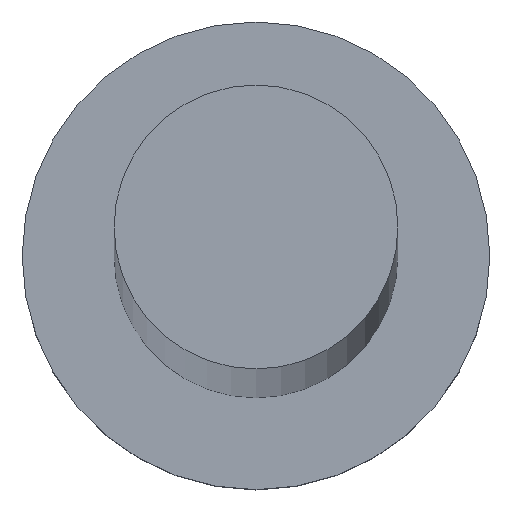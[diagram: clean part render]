
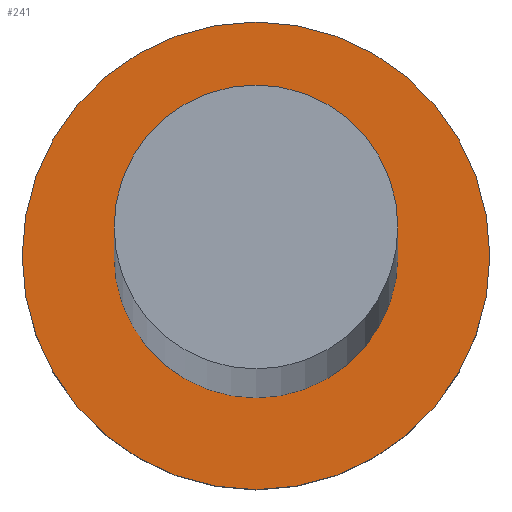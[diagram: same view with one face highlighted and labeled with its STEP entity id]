
A CAD part, top view. The second image highlights one B-rep face of the part: STEP entity #241.
In plain terms, the highlighted planar face has unit normal (0, 0, 1).
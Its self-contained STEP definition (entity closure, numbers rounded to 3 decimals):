
#8 = AXIS2_PLACEMENT_3D ( 'NONE', #61, #141, #162 ) ;
#9 = CARTESIAN_POINT ( 'NONE',  ( 7., 0., 5. ) ) ;
#13 = VERTEX_POINT ( 'NONE', #122 ) ;
#15 = CARTESIAN_POINT ( 'NONE',  ( 0., 0., 5. ) ) ;
#42 = EDGE_LOOP ( 'NONE', ( #135, #124 ) ) ;
#49 = CARTESIAN_POINT ( 'NONE',  ( -7., 0., 5. ) ) ;
#52 = FACE_BOUND ( 'NONE', #97, .T. ) ;
#61 = CARTESIAN_POINT ( 'NONE',  ( 0., 0., 5. ) ) ;
#75 = PLANE ( 'NONE',  #99 ) ;
#88 = DIRECTION ( 'NONE',  ( 0., 0., 1. ) ) ;
#93 = DIRECTION ( 'NONE',  ( 0., 0., 1. ) ) ;
#94 = EDGE_CURVE ( 'NONE', #249, #250, #145, .T. ) ;
#97 = EDGE_LOOP ( 'NONE', ( #152, #121 ) ) ;
#99 = AXIS2_PLACEMENT_3D ( 'NONE', #205, #93, #151 ) ;
#102 = DIRECTION ( 'NONE',  ( 0., 0., 1. ) ) ;
#103 = DIRECTION ( 'NONE',  ( 1., 0., 0. ) ) ;
#114 = CIRCLE ( 'NONE', #252, 4.25 ) ;
#118 = EDGE_CURVE ( 'NONE', #13, #153, #186, .T. ) ;
#121 = ORIENTED_EDGE ( 'NONE', *, *, #118, .F. ) ;
#122 = CARTESIAN_POINT ( 'NONE',  ( 4.25, 0., 5. ) ) ;
#124 = ORIENTED_EDGE ( 'NONE', *, *, #157, .T. ) ;
#131 = FACE_OUTER_BOUND ( 'NONE', #42, .T. ) ;
#135 = ORIENTED_EDGE ( 'NONE', *, *, #94, .T. ) ;
#141 = DIRECTION ( 'NONE',  ( 0., 0., 1. ) ) ;
#145 = CIRCLE ( 'NONE', #173, 7. ) ;
#151 = DIRECTION ( 'NONE',  ( 1., 0., 0. ) ) ;
#152 = ORIENTED_EDGE ( 'NONE', *, *, #247, .F. ) ;
#153 = VERTEX_POINT ( 'NONE', #179 ) ;
#157 = EDGE_CURVE ( 'NONE', #250, #249, #191, .T. ) ;
#158 = DIRECTION ( 'NONE',  ( 1., 0., 0. ) ) ;
#162 = DIRECTION ( 'NONE',  ( 1., 0., 0. ) ) ;
#166 = DIRECTION ( 'NONE',  ( 0., 0., 1. ) ) ;
#173 = AXIS2_PLACEMENT_3D ( 'NONE', #196, #102, #103 ) ;
#179 = CARTESIAN_POINT ( 'NONE',  ( -4.25, 0., 5. ) ) ;
#186 = CIRCLE ( 'NONE', #195, 4.25 ) ;
#187 = DIRECTION ( 'NONE',  ( 1., 0., 0. ) ) ;
#191 = CIRCLE ( 'NONE', #8, 7. ) ;
#195 = AXIS2_PLACEMENT_3D ( 'NONE', #15, #88, #158 ) ;
#196 = CARTESIAN_POINT ( 'NONE',  ( 0., 0., 5. ) ) ;
#205 = CARTESIAN_POINT ( 'NONE',  ( 0., 0., 5. ) ) ;
#241 = ADVANCED_FACE ( 'NONE', ( #52, #131 ), #75, .T. ) ;
#245 = CARTESIAN_POINT ( 'NONE',  ( 0., 0., 5. ) ) ;
#247 = EDGE_CURVE ( 'NONE', #153, #13, #114, .T. ) ;
#249 = VERTEX_POINT ( 'NONE', #49 ) ;
#250 = VERTEX_POINT ( 'NONE', #9 ) ;
#252 = AXIS2_PLACEMENT_3D ( 'NONE', #245, #166, #187 ) ;
